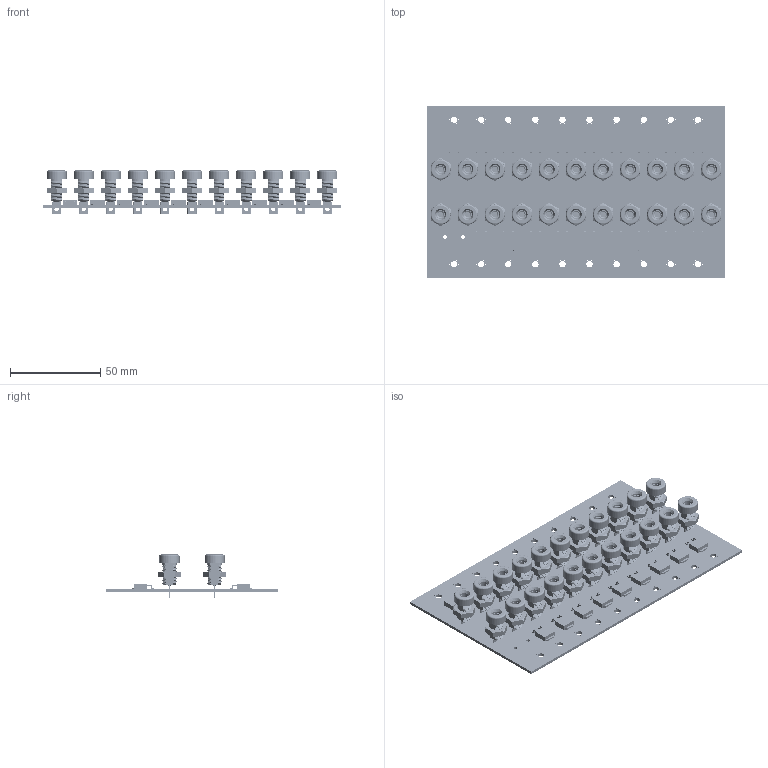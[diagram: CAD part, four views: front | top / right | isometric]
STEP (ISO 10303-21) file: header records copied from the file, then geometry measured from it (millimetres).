
FILE_DESCRIPTION(('Open CASCADE Model'),'2;1');
FILE_NAME('Open CASCADE Shape Model','2021-06-19T19:20:16',('Author'),( 'Open CASCADE'),'Open CASCADE STEP processor 6.8','Open CASCADE 6.8' ,'Unknown');
FILE_SCHEMA(('AUTOMOTIVE_DESIGN { 1 0 10303 214 1 1 1 1 }'));
Length unit declared in the file: millimetre
Products named in the file (45): PCB; Board; R20; pwr163_RGB8421504; R19; R18; R17; R16; R15; R14; R13; R12; J22; 108-0904-001; J21; J20; J19; J18; J17; J16; J15; J14; J13; J12; J11; J10; J9; J8; J7; J6; J5; J4; J3; J2; J1; R10; R9; R8; R7; R6 ...
Assembly tree (83 placements, depth 3):
  PCB
    Board
    R20
      pwr163_RGB8421504
    R19
      pwr163_RGB8421504
    R18
      pwr163_RGB8421504
    R17
      pwr163_RGB8421504
    R16
      pwr163_RGB8421504
    R15
      pwr163_RGB8421504
    R14
      pwr163_RGB8421504
    R13
      pwr163_RGB8421504
    R12
      pwr163_RGB8421504
    J22
      108-0904-001
    J21
      108-0904-001
    J20
      108-0904-001
    J19
      108-0904-001
    J18
      108-0904-001
    J17
      108-0904-001
    J16
      108-0904-001
    J15
      108-0904-001
    J14
      108-0904-001
    J13
      108-0904-001
    J12
      108-0904-001
    J11
      108-0904-001
    J10
      108-0904-001
    J9
      108-0904-001
    J8
      108-0904-001
    J7
      108-0904-001
    J6
      108-0904-001
    J5
      108-0904-001
    J4
      108-0904-001
    J3
      108-0904-001
Bounding box: 165 x 95 x 23.83 mm (x, y, z)
Volume: 47989.9 mm3; surface area: 64559.5 mm2
Topology: 42 solids, 42 shells, 4454 faces, 13338 edges, 8764 vertices
Faces by surface type: bspline 1804, plane 1168, cylinder 954, cone 462, torus 66
Full cylindrical faces by diameter (mm): 0.4 x120, 2 x2, 2.388 x22, 3.048 x22, 3.5 x20, 4.14 x22, 4.775 x22, 7.176 x22, 11.125 x22
Entity records: 20933 total; most frequent: CARTESIAN_POINT 6621, ORIENTED_EDGE 2586, DIRECTION 2333, EDGE_CURVE 1293, AXIS2_PLACEMENT_3D 909, VERTEX_POINT 856, FACE_BOUND 775, EDGE_LOOP 775
